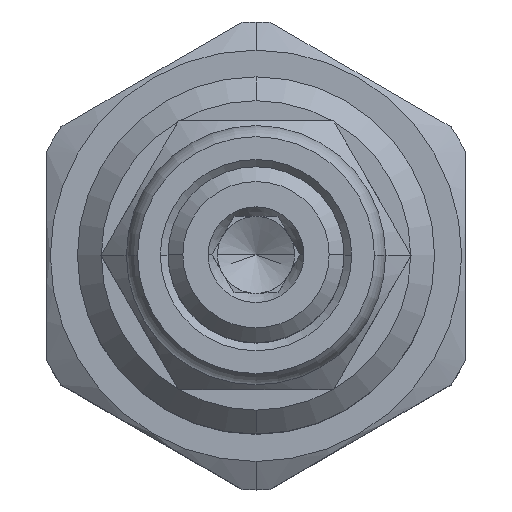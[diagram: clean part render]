
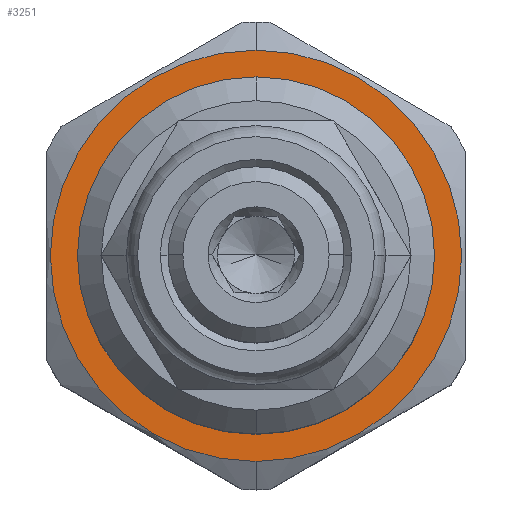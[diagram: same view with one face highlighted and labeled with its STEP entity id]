
A CAD part, top view. The second image highlights one B-rep face of the part: STEP entity #3251.
In plain terms, the highlighted planar face has unit normal (0, 0, 1).
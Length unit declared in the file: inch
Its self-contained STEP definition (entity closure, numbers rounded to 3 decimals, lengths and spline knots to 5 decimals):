
#496=CARTESIAN_POINT('',(0.,0.,2.058));
#497=DIRECTION('',(0.,0.,1.));
#498=DIRECTION('',(0.,-1.,0.));
#499=AXIS2_PLACEMENT_3D('',#496,#497,#498);
#501=CARTESIAN_POINT('',(0.,0.,2.058));
#502=DIRECTION('',(0.,0.,-1.));
#503=DIRECTION('',(0.,-1.,0.));
#504=AXIS2_PLACEMENT_3D('',#501,#502,#503);
#510=CARTESIAN_POINT('',(0.,0.,2.058));
#511=DIRECTION('',(0.,0.,-1.));
#512=DIRECTION('',(0.,-1.,0.));
#513=AXIS2_PLACEMENT_3D('',#510,#511,#512);
#704=CARTESIAN_POINT('',(0.,0.,2.058));
#705=DIRECTION('',(0.,0.,1.));
#706=DIRECTION('',(0.,-1.,0.));
#707=AXIS2_PLACEMENT_3D('',#704,#705,#706);
#2259=CARTESIAN_POINT('',(0.,-0.43,2.058));
#2261=VERTEX_POINT('',#2259);
#2267=CARTESIAN_POINT('',(0.,0.43,2.058));
#2269=VERTEX_POINT('',#2267);
#2275=CARTESIAN_POINT('',(0.,-0.3735,2.058));
#2276=CARTESIAN_POINT('',(0.,0.3735,2.058));
#2277=VERTEX_POINT('',#2275);
#2278=VERTEX_POINT('',#2276);
#3236=CARTESIAN_POINT('',(0.,0.,2.058));
#3237=DIRECTION('',(0.,0.,1.));
#3238=DIRECTION('',(0.,-1.,0.));
#3239=AXIS2_PLACEMENT_3D('',#3236,#3237,#3238);
#3240=PLANE('',#3239);
#3242=ORIENTED_EDGE('',*,*,#3241,.T.);
#3244=ORIENTED_EDGE('',*,*,#3243,.F.);
#3245=EDGE_LOOP('',(#3242,#3244));
#3246=FACE_OUTER_BOUND('',#3245,.F.);
#3247=ORIENTED_EDGE('',*,*,#3201,.T.);
#3248=ORIENTED_EDGE('',*,*,#3229,.F.);
#3249=EDGE_LOOP('',(#3247,#3248));
#3250=FACE_BOUND('',#3249,.F.);
#3251=ADVANCED_FACE('',(#3246,#3250),#3240,.T.);
#500=CIRCLE('',#499,0.3735);
#505=CIRCLE('',#504,0.3735);
#514=CIRCLE('',#513,0.43);
#708=CIRCLE('',#707,0.43);
#3201=EDGE_CURVE('',#2277,#2278,#500,.T.);
#3229=EDGE_CURVE('',#2277,#2278,#505,.T.);
#3241=EDGE_CURVE('',#2261,#2269,#514,.T.);
#3243=EDGE_CURVE('',#2261,#2269,#708,.T.);
